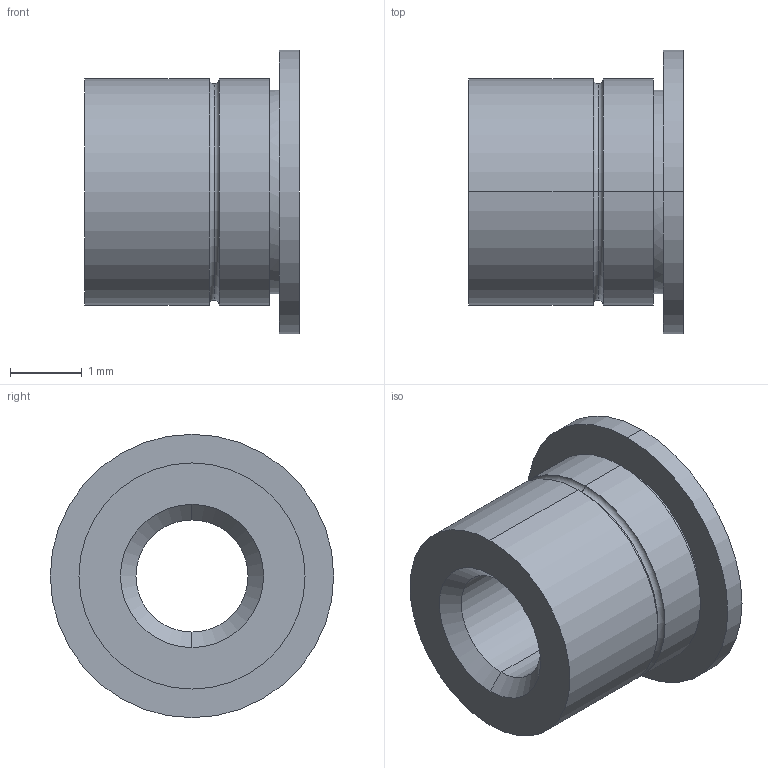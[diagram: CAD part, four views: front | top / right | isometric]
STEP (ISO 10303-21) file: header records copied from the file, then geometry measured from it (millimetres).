
FILE_DESCRIPTION(('starvars output'),'1');
FILE_NAME('cv20241209182446000019645.stp','18:24:47 2024/12/09',('Thomas Industrial Network Germany GmbH'),(' '),'Spatial InterOp 3D',' ',' ');
FILE_SCHEMA(('AP242_MANAGED_MODEL_BASED_3D_ENGINEERING_MIM_LF {1 0 10303 442 2 1 4}'));
Length unit declared in the file: millimetre
Products named in the file (1): 1
Bounding box: 3 x 3.96 x 3.96 mm (x, y, z)
Volume: 18.5 mm3; surface area: 69 mm2
Topology: 1 solids, 7 shells, 145 faces, 364 edges, 235 vertices
Faces by surface type: plane 123, cylinder 14, torus 4, cone 4
Entity records: 5445 total; most frequent: CARTESIAN_POINT 745, ORIENTED_EDGE 728, DIRECTION 695, EDGE_CURVE 364, LINE 325, VECTOR 325, VERTEX_POINT 235, AXIS2_PLACEMENT_3D 185
